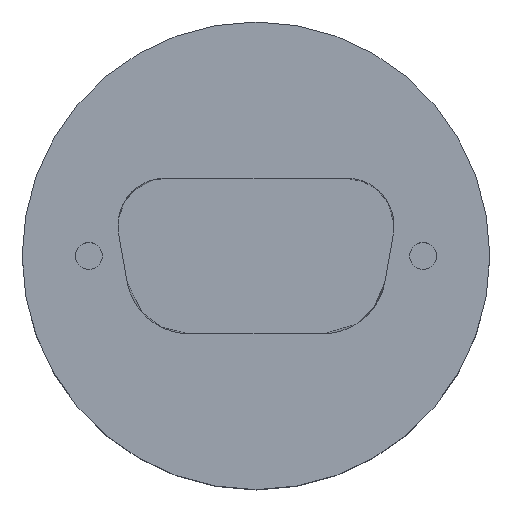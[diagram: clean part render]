
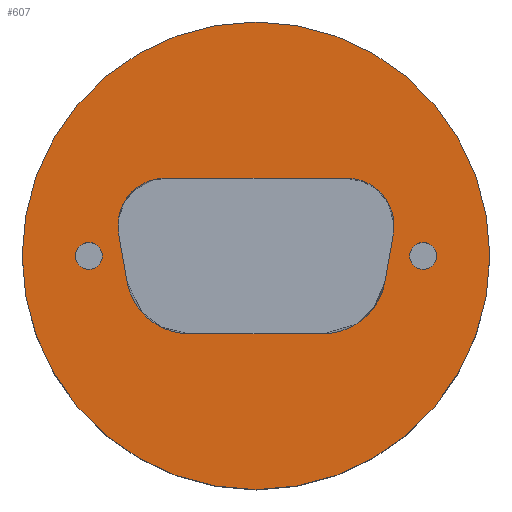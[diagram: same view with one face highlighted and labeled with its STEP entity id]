
A CAD part, top view. The second image highlights one B-rep face of the part: STEP entity #607.
In plain terms, the highlighted planar face has unit normal (0, 0, 1).
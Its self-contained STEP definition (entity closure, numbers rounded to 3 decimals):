
#60=CARTESIAN_POINT('Vertex',(-41.43,23.648,-22.)) ;
#65=CARTESIAN_POINT('Axis2P3D Location',(-24.088,23.648,-22.)) ;
#69=CARTESIAN_POINT('Vertex',(-6.745,23.648,-22.)) ;
#91=CARTESIAN_POINT('Axis2P3D Location',(-24.088,23.648,-22.)) ;
#162=CARTESIAN_POINT('Vertex',(-33.637,21.651,-22.)) ;
#166=CARTESIAN_POINT('Control Point',(-29.14,17.878,-22.)) ;
#167=CARTESIAN_POINT('Control Point',(-29.548,17.878,-22.)) ;
#168=CARTESIAN_POINT('Control Point',(-29.956,17.929,-22.)) ;
#169=CARTESIAN_POINT('Control Point',(-30.356,18.028,-22.)) ;
#170=CARTESIAN_POINT('Control Point',(-31.08,18.297,-22.)) ;
#171=CARTESIAN_POINT('Control Point',(-31.734,18.706,-22.)) ;
#172=CARTESIAN_POINT('Control Point',(-32.022,18.925,-22.)) ;
#173=CARTESIAN_POINT('Control Point',(-32.607,19.461,-22.)) ;
#174=CARTESIAN_POINT('Control Point',(-33.072,20.106,-22.)) ;
#175=CARTESIAN_POINT('Control Point',(-33.285,20.485,-22.)) ;
#176=CARTESIAN_POINT('Control Point',(-33.476,20.954,-22.)) ;
#177=CARTESIAN_POINT('Control Point',(-33.596,21.442,-22.)) ;
#178=CARTESIAN_POINT('Control Point',(-33.611,21.511,-22.)) ;
#179=CARTESIAN_POINT('Control Point',(-33.625,21.581,-22.)) ;
#180=CARTESIAN_POINT('Control Point',(-33.637,21.651,-22.)) ;
#181=CARTESIAN_POINT('Vertex',(-29.14,17.878,-22.)) ;
#208=CARTESIAN_POINT('Line Origine',(-24.087,17.878,-22.)) ;
#212=CARTESIAN_POINT('Vertex',(-19.035,17.878,-22.)) ;
#243=CARTESIAN_POINT('Vertex',(-34.26,25.173,-22.)) ;
#246=CARTESIAN_POINT('Line Origine',(-33.949,23.412,-22.)) ;
#369=CARTESIAN_POINT('Control Point',(-14.537,21.652,-22.)) ;
#370=CARTESIAN_POINT('Control Point',(-14.608,21.25,-22.)) ;
#371=CARTESIAN_POINT('Control Point',(-14.729,20.857,-22.)) ;
#372=CARTESIAN_POINT('Control Point',(-14.897,20.48,-22.)) ;
#373=CARTESIAN_POINT('Control Point',(-15.288,19.814,-22.)) ;
#374=CARTESIAN_POINT('Control Point',(-15.804,19.24,-22.)) ;
#375=CARTESIAN_POINT('Control Point',(-16.07,18.995,-22.)) ;
#376=CARTESIAN_POINT('Control Point',(-16.7,18.512,-22.)) ;
#377=CARTESIAN_POINT('Control Point',(-17.415,18.166,-22.)) ;
#378=CARTESIAN_POINT('Control Point',(-17.826,18.022,-22.)) ;
#379=CARTESIAN_POINT('Control Point',(-18.32,17.915,-22.)) ;
#380=CARTESIAN_POINT('Control Point',(-18.821,17.883,-22.)) ;
#381=CARTESIAN_POINT('Control Point',(-18.892,17.88,-22.)) ;
#382=CARTESIAN_POINT('Control Point',(-18.964,17.878,-22.)) ;
#383=CARTESIAN_POINT('Control Point',(-19.035,17.878,-22.)) ;
#384=CARTESIAN_POINT('Vertex',(-14.537,21.652,-22.)) ;
#425=CARTESIAN_POINT('Vertex',(-30.702,29.415,-22.)) ;
#429=CARTESIAN_POINT('Control Point',(-34.26,25.174,-22.)) ;
#430=CARTESIAN_POINT('Control Point',(-34.307,25.435,-22.)) ;
#431=CARTESIAN_POINT('Control Point',(-34.332,25.7,-22.)) ;
#432=CARTESIAN_POINT('Control Point',(-34.334,25.967,-22.)) ;
#433=CARTESIAN_POINT('Control Point',(-34.293,26.486,-22.)) ;
#434=CARTESIAN_POINT('Control Point',(-34.161,26.989,-22.)) ;
#435=CARTESIAN_POINT('Control Point',(-34.074,27.228,-22.)) ;
#436=CARTESIAN_POINT('Control Point',(-33.861,27.683,-22.)) ;
#437=CARTESIAN_POINT('Control Point',(-33.571,28.092,-22.)) ;
#438=CARTESIAN_POINT('Control Point',(-33.409,28.28,-22.)) ;
#439=CARTESIAN_POINT('Control Point',(-33.009,28.671,-22.)) ;
#440=CARTESIAN_POINT('Control Point',(-32.538,28.974,-22.)) ;
#441=CARTESIAN_POINT('Control Point',(-32.258,29.113,-22.)) ;
#442=CARTESIAN_POINT('Control Point',(-31.781,29.288,-22.)) ;
#443=CARTESIAN_POINT('Control Point',(-31.284,29.38,-22.)) ;
#444=CARTESIAN_POINT('Control Point',(-31.091,29.404,-22.)) ;
#445=CARTESIAN_POINT('Control Point',(-30.896,29.415,-22.)) ;
#446=CARTESIAN_POINT('Control Point',(-30.702,29.415,-22.)) ;
#464=CARTESIAN_POINT('Vertex',(-17.473,29.415,-22.)) ;
#467=CARTESIAN_POINT('Line Origine',(-24.087,29.415,-22.)) ;
#505=CARTESIAN_POINT('Vertex',(-13.914,25.174,-22.)) ;
#509=CARTESIAN_POINT('Control Point',(-17.473,29.415,-22.)) ;
#510=CARTESIAN_POINT('Control Point',(-17.208,29.415,-22.)) ;
#511=CARTESIAN_POINT('Control Point',(-16.942,29.394,-22.)) ;
#512=CARTESIAN_POINT('Control Point',(-16.679,29.35,-22.)) ;
#513=CARTESIAN_POINT('Control Point',(-16.175,29.219,-22.)) ;
#514=CARTESIAN_POINT('Control Point',(-15.703,29.001,-22.)) ;
#515=CARTESIAN_POINT('Control Point',(-15.482,28.875,-22.)) ;
#516=CARTESIAN_POINT('Control Point',(-15.071,28.586,-22.)) ;
#517=CARTESIAN_POINT('Control Point',(-14.719,28.229,-22.)) ;
#518=CARTESIAN_POINT('Control Point',(-14.562,28.037,-22.)) ;
#519=CARTESIAN_POINT('Control Point',(-14.247,27.575,-22.)) ;
#520=CARTESIAN_POINT('Control Point',(-14.03,27.058,-22.)) ;
#521=CARTESIAN_POINT('Control Point',(-13.942,26.758,-22.)) ;
#522=CARTESIAN_POINT('Control Point',(-13.852,26.259,-22.)) ;
#523=CARTESIAN_POINT('Control Point',(-13.848,25.753,-22.)) ;
#524=CARTESIAN_POINT('Control Point',(-13.858,25.558,-22.)) ;
#525=CARTESIAN_POINT('Control Point',(-13.881,25.365,-22.)) ;
#526=CARTESIAN_POINT('Control Point',(-13.914,25.174,-22.)) ;
#540=CARTESIAN_POINT('Line Origine',(-14.226,23.412,-22.)) ;
#552=CARTESIAN_POINT('Axis2P3D Location',(0.,0.,-22.)) ;
#571=CARTESIAN_POINT('Axis2P3D Location',(-36.492,23.647,-22.)) ;
#575=CARTESIAN_POINT('Vertex',(-35.492,23.647,-22.)) ;
#577=CARTESIAN_POINT('Vertex',(-37.492,23.647,-22.)) ;
#580=CARTESIAN_POINT('Axis2P3D Location',(-36.492,23.647,-22.)) ;
#589=CARTESIAN_POINT('Axis2P3D Location',(-11.683,23.646,-22.)) ;
#593=CARTESIAN_POINT('Vertex',(-10.683,23.646,-22.)) ;
#595=CARTESIAN_POINT('Vertex',(-12.683,23.646,-22.)) ;
#598=CARTESIAN_POINT('Axis2P3D Location',(-11.683,23.646,-22.)) ;
#66=DIRECTION('Axis2P3D Direction',(0.,0.,-1.)) ;
#92=DIRECTION('Axis2P3D Direction',(0.,0.,-1.)) ;
#209=DIRECTION('Vector Direction',(-1.,0.,0.)) ;
#247=DIRECTION('Vector Direction',(-0.174,0.985,0.)) ;
#468=DIRECTION('Vector Direction',(1.,0.,0.)) ;
#541=DIRECTION('Vector Direction',(-0.174,-0.985,0.)) ;
#553=DIRECTION('Axis2P3D Direction',(0.,0.,-1.)) ;
#554=DIRECTION('Axis2P3D XDirection',(-1.,0.,0.)) ;
#572=DIRECTION('Axis2P3D Direction',(0.,0.,-1.)) ;
#581=DIRECTION('Axis2P3D Direction',(0.,0.,-1.)) ;
#590=DIRECTION('Axis2P3D Direction',(0.,0.,-1.)) ;
#599=DIRECTION('Axis2P3D Direction',(0.,0.,-1.)) ;
#67=AXIS2_PLACEMENT_3D('Circle Axis2P3D',#65,#66,$) ;
#93=AXIS2_PLACEMENT_3D('Circle Axis2P3D',#91,#92,$) ;
#555=AXIS2_PLACEMENT_3D('Plane Axis2P3D',#552,#553,#554) ;
#573=AXIS2_PLACEMENT_3D('Circle Axis2P3D',#571,#572,$) ;
#582=AXIS2_PLACEMENT_3D('Circle Axis2P3D',#580,#581,$) ;
#591=AXIS2_PLACEMENT_3D('Circle Axis2P3D',#589,#590,$) ;
#600=AXIS2_PLACEMENT_3D('Circle Axis2P3D',#598,#599,$) ;
#558=ORIENTED_EDGE('',*,*,#95,.F.) ;
#559=ORIENTED_EDGE('',*,*,#71,.F.) ;
#562=ORIENTED_EDGE('',*,*,#214,.T.) ;
#563=ORIENTED_EDGE('',*,*,#183,.T.) ;
#564=ORIENTED_EDGE('',*,*,#250,.T.) ;
#565=ORIENTED_EDGE('',*,*,#447,.T.) ;
#566=ORIENTED_EDGE('',*,*,#471,.T.) ;
#567=ORIENTED_EDGE('',*,*,#527,.T.) ;
#568=ORIENTED_EDGE('',*,*,#544,.T.) ;
#569=ORIENTED_EDGE('',*,*,#386,.T.) ;
#586=ORIENTED_EDGE('',*,*,#579,.T.) ;
#587=ORIENTED_EDGE('',*,*,#584,.T.) ;
#604=ORIENTED_EDGE('',*,*,#597,.T.) ;
#605=ORIENTED_EDGE('',*,*,#602,.T.) ;
#570=FACE_BOUND('',#561,.T.) ;
#588=FACE_BOUND('',#585,.T.) ;
#606=FACE_BOUND('',#603,.T.) ;
#210=VECTOR('Line Direction',#209,1.) ;
#248=VECTOR('Line Direction',#247,1.) ;
#469=VECTOR('Line Direction',#468,1.) ;
#542=VECTOR('Line Direction',#541,1.) ;
#607=ADVANCED_FACE('Corps de pi\X2\00E8\X0\ce.etiquette_rond',(#560,#570,#588,#606),#556,.F.) ;
#165=B_SPLINE_CURVE_WITH_KNOTS('',5,(#166,#167,#168,#169,#170,#171,#172,#173,#174,#175,#176,#177,#178,#179,#180),.UNSPECIFIED.,.F.,.U.,(6,3,3,3,6),(0.,2.064,3.887,6.066,6.426),.UNSPECIFIED.) ;
#368=B_SPLINE_CURVE_WITH_KNOTS('',5,(#369,#370,#371,#372,#373,#374,#375,#376,#377,#378,#379,#380,#381,#382,#383),.UNSPECIFIED.,.F.,.U.,(6,3,3,3,6),(0.,2.065,3.888,6.067,6.427),.UNSPECIFIED.) ;
#428=B_SPLINE_CURVE_WITH_KNOTS('',5,(#429,#430,#431,#432,#433,#434,#435,#436,#437,#438,#439,#440,#441,#442,#443,#444,#445,#446),.UNSPECIFIED.,.F.,.U.,(6,3,3,3,3,6),(0.,1.342,2.624,3.873,5.444,6.427),.UNSPECIFIED.) ;
#508=B_SPLINE_CURVE_WITH_KNOTS('',5,(#509,#510,#511,#512,#513,#514,#515,#516,#517,#518,#519,#520,#521,#522,#523,#524,#525,#526),.UNSPECIFIED.,.F.,.U.,(6,3,3,3,3,6),(0.,1.342,2.624,3.873,5.444,6.427),.UNSPECIFIED.) ;
#68=CIRCLE('generated circle',#67,17.342) ;
#94=CIRCLE('generated circle',#93,17.342) ;
#574=CIRCLE('generated circle',#573,1.) ;
#583=CIRCLE('generated circle',#582,1.) ;
#592=CIRCLE('generated circle',#591,1.) ;
#601=CIRCLE('generated circle',#600,1.) ;
#71=EDGE_CURVE('',#61,#70,#68,.T.) ;
#95=EDGE_CURVE('',#70,#61,#94,.T.) ;
#183=EDGE_CURVE('',#182,#163,#165,.T.) ;
#214=EDGE_CURVE('',#213,#182,#211,.T.) ;
#250=EDGE_CURVE('',#163,#244,#249,.T.) ;
#386=EDGE_CURVE('',#385,#213,#368,.T.) ;
#447=EDGE_CURVE('',#244,#426,#428,.T.) ;
#471=EDGE_CURVE('',#426,#465,#470,.T.) ;
#527=EDGE_CURVE('',#465,#506,#508,.T.) ;
#544=EDGE_CURVE('',#506,#385,#543,.T.) ;
#579=EDGE_CURVE('',#576,#578,#574,.T.) ;
#584=EDGE_CURVE('',#578,#576,#583,.T.) ;
#597=EDGE_CURVE('',#594,#596,#592,.T.) ;
#602=EDGE_CURVE('',#596,#594,#601,.T.) ;
#557=EDGE_LOOP('',(#558,#559)) ;
#561=EDGE_LOOP('',(#562,#563,#564,#565,#566,#567,#568,#569)) ;
#585=EDGE_LOOP('',(#586,#587)) ;
#603=EDGE_LOOP('',(#604,#605)) ;
#560=FACE_OUTER_BOUND('',#557,.T.) ;
#211=LINE('Line',#208,#210) ;
#249=LINE('Line',#246,#248) ;
#470=LINE('Line',#467,#469) ;
#543=LINE('Line',#540,#542) ;
#556=PLANE('',#555) ;
#61=VERTEX_POINT('',#60) ;
#70=VERTEX_POINT('',#69) ;
#163=VERTEX_POINT('',#162) ;
#182=VERTEX_POINT('',#181) ;
#213=VERTEX_POINT('',#212) ;
#244=VERTEX_POINT('',#243) ;
#385=VERTEX_POINT('',#384) ;
#426=VERTEX_POINT('',#425) ;
#465=VERTEX_POINT('',#464) ;
#506=VERTEX_POINT('',#505) ;
#576=VERTEX_POINT('',#575) ;
#578=VERTEX_POINT('',#577) ;
#594=VERTEX_POINT('',#593) ;
#596=VERTEX_POINT('',#595) ;
